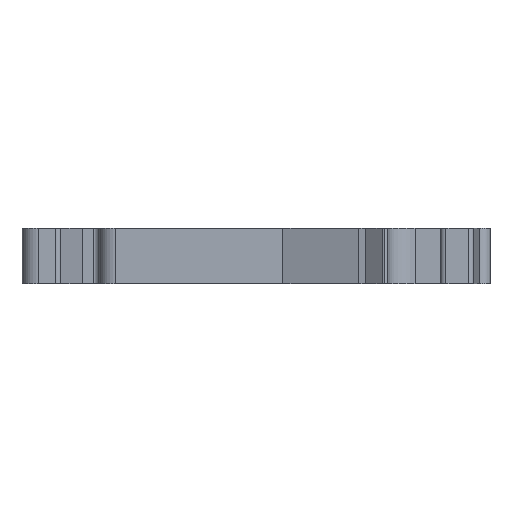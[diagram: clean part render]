
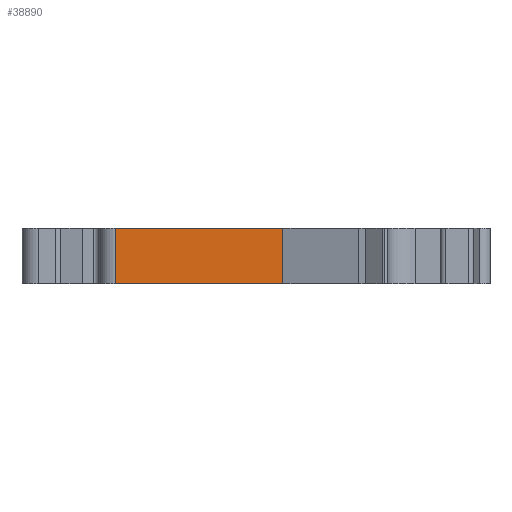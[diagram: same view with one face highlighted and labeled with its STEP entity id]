
A CAD part, front view. The second image highlights one B-rep face of the part: STEP entity #38890.
In plain terms, the highlighted planar face has unit normal (0, -1, 0).
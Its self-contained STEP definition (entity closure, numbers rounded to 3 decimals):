
#17300=CARTESIAN_POINT('',(-13.,1.1,-5.));
#17310=VERTEX_POINT('',#17300);
#17340=CARTESIAN_POINT('',(0.,1.1,-5.));
#17350=DIRECTION('',(1.,0.,0.));
#17360=VECTOR('',#17350,1.);
#17370=LINE('',#17340,#17360);
#17380=CARTESIAN_POINT('',(2.196,1.1,-5.));
#17390=VERTEX_POINT('',#17380);
#17400=EDGE_CURVE('',#17310,#17390,#17370,.T.);
#21960=CARTESIAN_POINT('',(2.196,1.1,0.));
#21970=VERTEX_POINT('',#21960);
#22000=CARTESIAN_POINT('',(0.,1.1,0.));
#22010=DIRECTION('',(-1.,0.,0.));
#22020=VECTOR('',#22010,1.);
#22030=LINE('',#22000,#22020);
#22040=CARTESIAN_POINT('',(-13.,1.1,0.));
#22050=VERTEX_POINT('',#22040);
#22060=EDGE_CURVE('',#21970,#22050,#22030,.T.);
#36620=CARTESIAN_POINT('',(2.196,1.1,0.));
#36630=DIRECTION('',(0.,0.,1.));
#36640=VECTOR('',#36630,1.);
#36650=LINE('',#36620,#36640);
#36660=EDGE_CURVE('',#17390,#21970,#36650,.T.);
#38380=CARTESIAN_POINT('',(-13.,1.1,0.));
#38390=DIRECTION('',(0.,0.,-1.));
#38400=VECTOR('',#38390,1.);
#38410=LINE('',#38380,#38400);
#38420=EDGE_CURVE('',#22050,#17310,#38410,.T.);
#38780=CARTESIAN_POINT('',(2.5,1.1,-5.));
#38790=DIRECTION('',(0.,-1.,0.));
#38800=DIRECTION('',(1.,0.,0.));
#38810=AXIS2_PLACEMENT_3D('',#38780,#38790,#38800);
#38820=PLANE('',#38810);
#38830=ORIENTED_EDGE('',*,*,#17400,.T.);
#38840=ORIENTED_EDGE('',*,*,#38420,.T.);
#38850=ORIENTED_EDGE('',*,*,#22060,.T.);
#38860=ORIENTED_EDGE('',*,*,#36660,.T.);
#38870=EDGE_LOOP('',(#38860,#38850,#38840,#38830));
#38880=FACE_OUTER_BOUND('',#38870,.T.);
#38890=ADVANCED_FACE('',(#38880),#38820,.T.);
